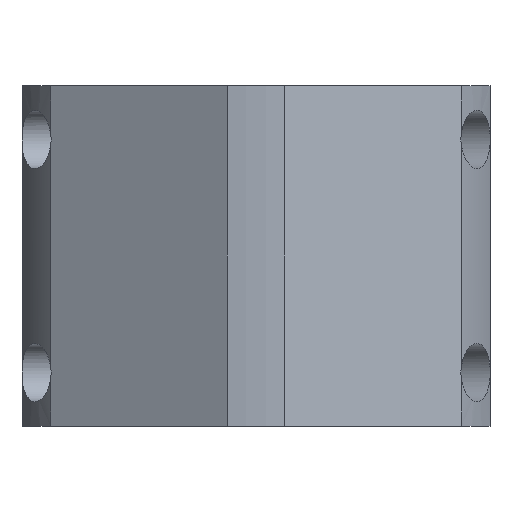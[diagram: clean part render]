
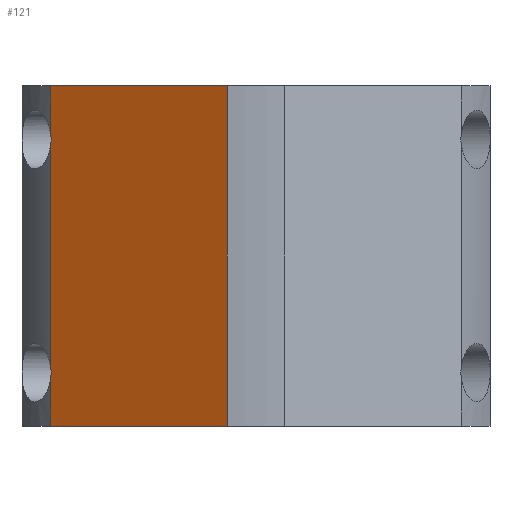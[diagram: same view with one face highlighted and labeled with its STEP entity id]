
A CAD part, left-side view. The second image highlights one B-rep face of the part: STEP entity #121.
In plain terms, the highlighted planar face has unit normal (-0.866, 0.5, 0).
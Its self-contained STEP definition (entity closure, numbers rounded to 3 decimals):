
#121 = ADVANCED_FACE( '', ( #263 ), #264, .F. );
#263 = FACE_OUTER_BOUND( '', #422, .T. );
#264 = PLANE( '', #423 );
#422 = EDGE_LOOP( '', ( #860, #861, #862, #863, #864, #865, #866, #867 ) );
#423 = AXIS2_PLACEMENT_3D( '', #868, #869, #870 );
#860 = ORIENTED_EDGE( '', *, *, #1074, .T. );
#861 = ORIENTED_EDGE( '', *, *, #1136, .T. );
#862 = ORIENTED_EDGE( '', *, *, #1026, .T. );
#863 = ORIENTED_EDGE( '', *, *, #1139, .F. );
#864 = ORIENTED_EDGE( '', *, *, #1050, .F. );
#865 = ORIENTED_EDGE( '', *, *, #1141, .F. );
#866 = ORIENTED_EDGE( '', *, *, #1061, .F. );
#867 = ORIENTED_EDGE( '', *, *, #1143, .F. );
#868 = CARTESIAN_POINT( '', ( -7.561, 4.366, -29.321 ) );
#869 = DIRECTION( '', ( 0.866, -0.5, 0. ) );
#870 = DIRECTION( '', ( 0.5, 0.866, 0. ) );
#1026 = EDGE_CURVE( '', #1244, #1242, #1245, .T. );
#1050 = EDGE_CURVE( '', #1286, #1289, #1290, .F. );
#1061 = EDGE_CURVE( '', #1306, #1309, #1310, .F. );
#1074 = EDGE_CURVE( '', #1333, #1331, #1334, .T. );
#1136 = EDGE_CURVE( '', #1331, #1244, #1429, .T. );
#1139 = EDGE_CURVE( '', #1289, #1242, #1432, .T. );
#1141 = EDGE_CURVE( '', #1309, #1286, #1434, .T. );
#1143 = EDGE_CURVE( '', #1333, #1306, #1436, .T. );
#1242 = VERTEX_POINT( '', #1621 );
#1244 = VERTEX_POINT( '', #1623 );
#1245 = LINE( '', #1624, #1625 );
#1286 = VERTEX_POINT( '', #1828 );
#1289 = VERTEX_POINT( '', #1846 );
#1290 = ELLIPSE( '', #1847, 1.253, 1.085 );
#1306 = VERTEX_POINT( '', #1897 );
#1309 = VERTEX_POINT( '', #1915 );
#1310 = ELLIPSE( '', #1916, 1.253, 1.085 );
#1331 = VERTEX_POINT( '', #2002 );
#1333 = VERTEX_POINT( '', #2004 );
#1334 = LINE( '', #2005, #2006 );
#1429 = LINE( '', #2186, #2187 );
#1432 = LINE( '', #2191, #2192 );
#1434 = LINE( '', #2195, #2196 );
#1436 = LINE( '', #2199, #2200 );
#1621 = CARTESIAN_POINT( '', ( -5.658, 7.662, 0. ) );
#1623 = CARTESIAN_POINT( '', ( -9.465, 1.069, 0. ) );
#1624 = CARTESIAN_POINT( '', ( -7.561, 4.366, 0. ) );
#1625 = VECTOR( '', #2302, 1000. );
#1828 = CARTESIAN_POINT( '', ( -5.658, 7.662, -2.186 ) );
#1846 = CARTESIAN_POINT( '', ( -5.658, 7.662, -1.814 ) );
#1847 = AXIS2_PLACEMENT_3D( '', #2332, #2333, #2334 );
#1897 = CARTESIAN_POINT( '', ( -5.658, 7.662, -10.886 ) );
#1915 = CARTESIAN_POINT( '', ( -5.658, 7.662, -10.514 ) );
#1916 = AXIS2_PLACEMENT_3D( '', #2352, #2353, #2354 );
#2002 = CARTESIAN_POINT( '', ( -9.465, 1.069, -12.7 ) );
#2004 = CARTESIAN_POINT( '', ( -5.658, 7.662, -12.7 ) );
#2005 = CARTESIAN_POINT( '', ( -7.561, 4.366, -12.7 ) );
#2006 = VECTOR( '', #2377, 1000. );
#2186 = CARTESIAN_POINT( '', ( -9.465, 1.069, -29.321 ) );
#2187 = VECTOR( '', #2476, 1000. );
#2191 = CARTESIAN_POINT( '', ( -5.658, 7.662, -29.321 ) );
#2192 = VECTOR( '', #2481, 1000. );
#2195 = CARTESIAN_POINT( '', ( -5.658, 7.662, -29.321 ) );
#2196 = VECTOR( '', #2483, 1000. );
#2199 = CARTESIAN_POINT( '', ( -5.658, 7.662, -29.321 ) );
#2200 = VECTOR( '', #2485, 1000. );
#2302 = DIRECTION( '', ( 0.5, 0.866, 0. ) );
#2332 = CARTESIAN_POINT( '', ( -5.041, 8.731, -2. ) );
#2333 = DIRECTION( '', ( 0.866, -0.5, 0. ) );
#2334 = DIRECTION( '', ( -0.5, -0.866, 0. ) );
#2352 = CARTESIAN_POINT( '', ( -5.041, 8.731, -10.7 ) );
#2353 = DIRECTION( '', ( 0.866, -0.5, 0. ) );
#2354 = DIRECTION( '', ( -0.5, -0.866, 0. ) );
#2377 = DIRECTION( '', ( -0.5, -0.866, 0. ) );
#2476 = DIRECTION( '', ( 0., 0., 1. ) );
#2481 = DIRECTION( '', ( 0., 0., 1. ) );
#2483 = DIRECTION( '', ( 0., 0., 1. ) );
#2485 = DIRECTION( '', ( 0., 0., 1. ) );
